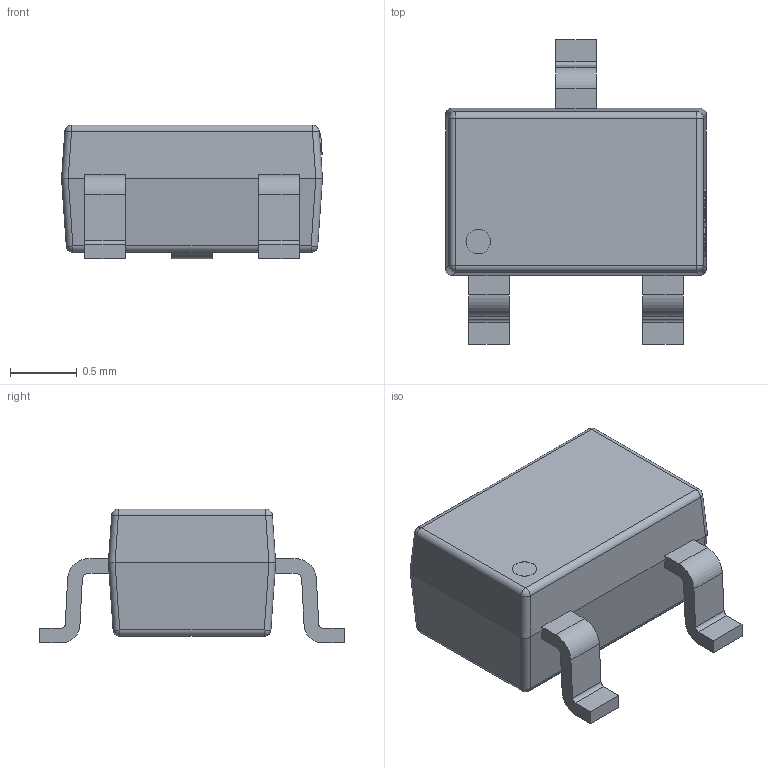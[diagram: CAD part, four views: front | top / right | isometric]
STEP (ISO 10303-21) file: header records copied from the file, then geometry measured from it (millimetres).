
FILE_DESCRIPTION (( 'STEP AP214' ), '1' );
FILE_NAME ('SOT-323-3_L2.0-W1.2-P1.30-LS2.3-BL.STEP', '2022-11-01T04:33:23', ( '' ), ( '' ), 'SwSTEP 2.0', 'SolidWorks 2020', '' );
FILE_SCHEMA (( 'AUTOMOTIVE_DESIGN' ));
Length unit declared in the file: millimetre
Products named in the file (1): SOT-323-3_L2.0-W1.2-P1.30-LS2.3-BL
Bounding box: 1.95 x 2.27 x 1 mm (x, y, z)
Volume: 2.3 mm3; surface area: 12.5 mm2
Topology: 1 solids, 1 shells, 300 faces, 802 edges, 524 vertices
Faces by surface type: plane 164, bspline 98, cylinder 30, sphere 8
Entity records: 13108 total; most frequent: CARTESIAN_POINT 2945, ORIENTED_EDGE 1604, DIRECTION 1056, EDGE_CURVE 802, LINE 546, VECTOR 546, VERTEX_POINT 524, EDGE_LOOP 320
